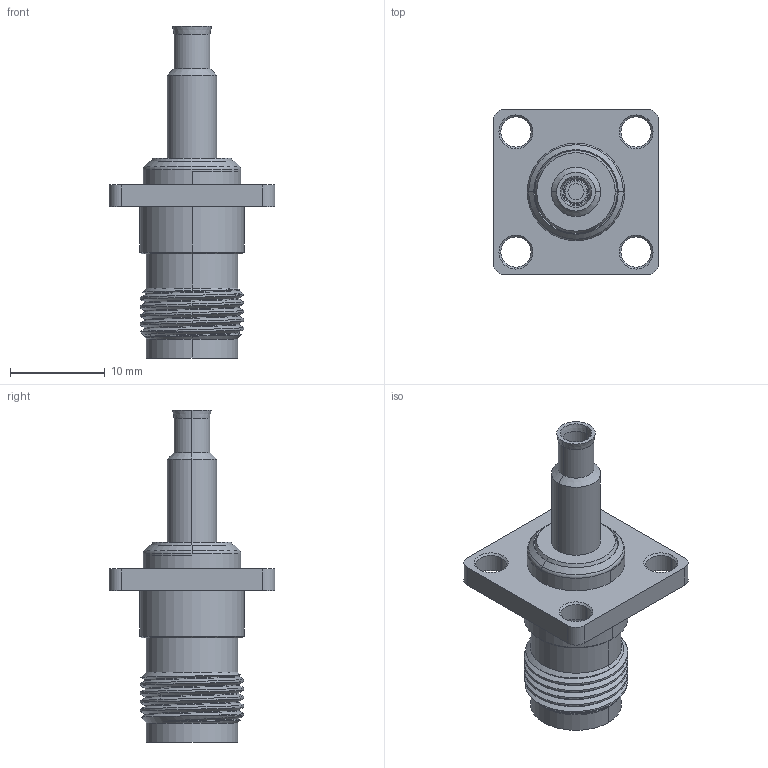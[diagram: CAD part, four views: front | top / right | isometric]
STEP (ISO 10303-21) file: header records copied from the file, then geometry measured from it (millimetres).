
FILE_DESCRIPTION((''),'2;1');
FILE_NAME('122246_SW0001','2020-08-11T15:26:22',('Kaviyarasan'),(''),'CREO PARAMETRIC BY PTC INC, 2019444','CREO PARAMETRIC BY PTC INC, 2019444','');
FILE_SCHEMA(('CONFIG_CONTROL_DESIGN'));
Length unit declared in the file: millimetre
Products named in the file (1): 122246_SW0001
Bounding box: 17.5 x 17.5 x 35.1 mm (x, y, z)
Volume: 1975.9 mm3; surface area: 2155.9 mm2
Topology: 1 solids, 1 shells, 143 faces, 340 edges, 209 vertices
Faces by surface type: cone 52, cylinder 50, plane 33, bspline 6, torus 2
Entity records: 7207 total; most frequent: CARTESIAN_POINT 3823, DIRECTION 728, ORIENTED_EDGE 676, EDGE_CURVE 338, AXIS2_PLACEMENT_3D 291, VERTEX_POINT 209, EDGE_LOOP 163, CIRCLE 154
